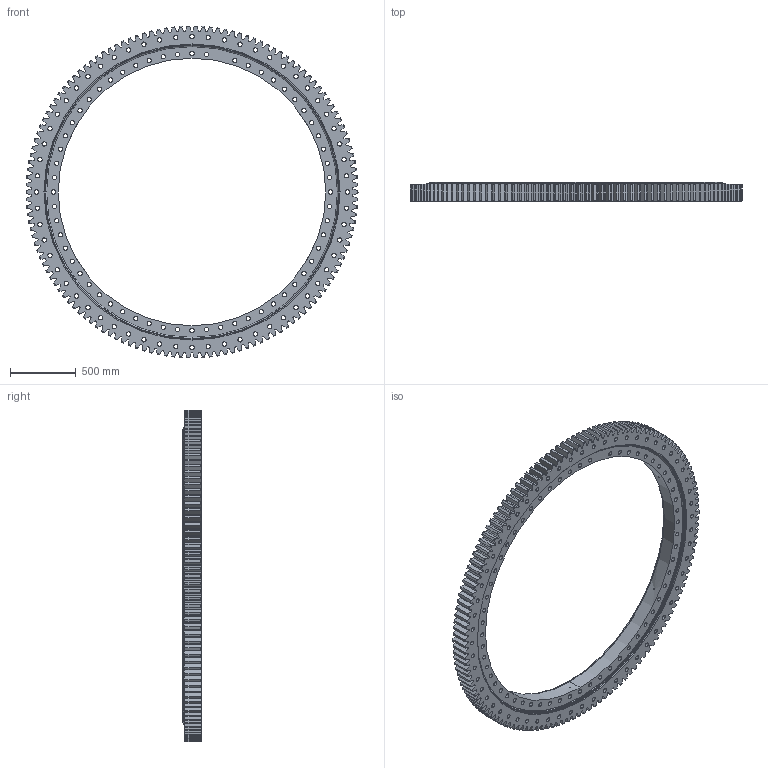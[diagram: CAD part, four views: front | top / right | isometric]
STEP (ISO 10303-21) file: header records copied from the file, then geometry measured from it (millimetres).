
FILE_DESCRIPTION (( 'STEP AP203' ), '1' );
FILE_NAME ('06-2242-00.STEP', '2017-12-27T09:00:55', ( 'defontaine' ), ( 'Hewlett-Packard Company' ), 'SwSTEP 2.0', 'SolidWorks 2016', '' );
FILE_SCHEMA (( 'CONFIG_CONTROL_DESIGN' ));
Length unit declared in the file: millimetre
Products named in the file (1): 06-2242-00
Bounding box: 2533.99 x 144 x 2533.68 mm (x, y, z)
Volume: 175816785.6 mm3; surface area: 10478108.3 mm2
Topology: 5 solids, 5 shells, 1165 faces, 3424 edges, 2269 vertices
Faces by surface type: cylinder 555, cone 292, plane 292, torus 26
Entity records: 41228 total; most frequent: CARTESIAN_POINT 9427, ORIENTED_EDGE 6848, DIRECTION 6581, EDGE_CURVE 3424, AXIS2_PLACEMENT_3D 2591, VERTEX_POINT 2269, CIRCLE 1425, EDGE_LOOP 1423
